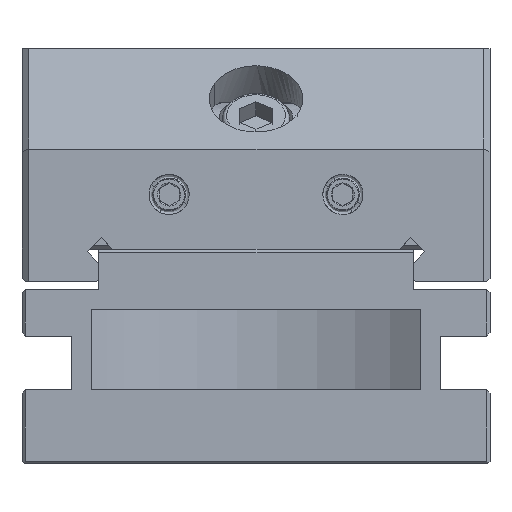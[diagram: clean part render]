
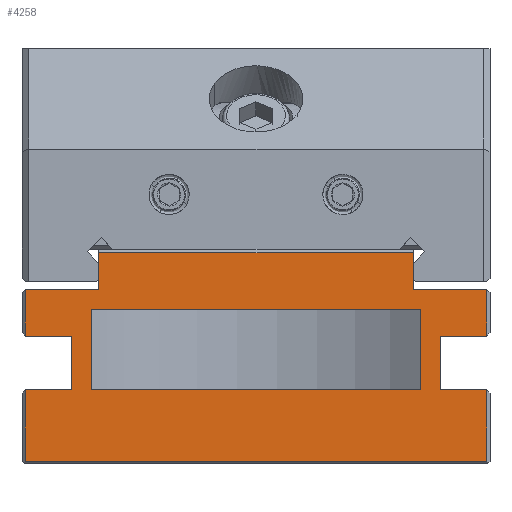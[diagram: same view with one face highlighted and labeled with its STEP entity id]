
A CAD part, front view. The second image highlights one B-rep face of the part: STEP entity #4258.
In plain terms, the highlighted free-form (B-spline) face has degree [1, 1] with [2, 2] control points.
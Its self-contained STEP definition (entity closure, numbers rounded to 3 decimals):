
#124 = VERTEX_POINT('',#125);
#125 = CARTESIAN_POINT('',(34.663,-109.264,
    -16.327));
#132 = EDGE_CURVE('',#124,#133,#135,.T.);
#133 = VERTEX_POINT('',#134);
#134 = CARTESIAN_POINT('',(34.663,-109.264,
    -26.374));
#135 = B_SPLINE_CURVE_WITH_KNOTS('',1,(#136,#137),.UNSPECIFIED.,.F.,.F.,
  (2,2),(-4.,4.),.PIECEWISE_BEZIER_KNOTS.);
#136 = CARTESIAN_POINT('',(34.663,-109.264,
    -16.327));
#137 = CARTESIAN_POINT('',(34.663,-109.264,
    -26.374));
#1052 = VERTEX_POINT('',#1053);
#1053 = CARTESIAN_POINT('',(30.961,-109.264,
    -11.303));
#1054 = VERTEX_POINT('',#1055);
#1055 = CARTESIAN_POINT('',(-30.961,-109.264,
    -11.303));
#1061 = EDGE_CURVE('',#1052,#1054,#1062,.T.);
#1062 = B_SPLINE_CURVE_WITH_KNOTS('',1,(#1063,#1064),.UNSPECIFIED.,.F.,
  .F.,(2,2),(-24.653,24.653),.PIECEWISE_BEZIER_KNOTS.);
#1063 = CARTESIAN_POINT('',(30.961,-109.264,
    -11.303));
#1064 = CARTESIAN_POINT('',(-30.961,-109.264,
    -11.303));
#3313 = EDGE_CURVE('',#3314,#1052,#3316,.T.);
#3314 = VERTEX_POINT('',#3315);
#3315 = CARTESIAN_POINT('',(30.961,-109.264,
    -26.374));
#3316 = B_SPLINE_CURVE_WITH_KNOTS('',1,(#3317,#3318),.UNSPECIFIED.,.F.,
  .F.,(2,2),(-6.,6.),.PIECEWISE_BEZIER_KNOTS.);
#3317 = CARTESIAN_POINT('',(30.961,-109.264,
    -26.374));
#3318 = CARTESIAN_POINT('',(30.961,-109.264,
    -11.303));
#3321 = VERTEX_POINT('',#3322);
#3322 = CARTESIAN_POINT('',(-30.961,-109.264,
    -26.374));
#3328 = EDGE_CURVE('',#3321,#1054,#3329,.T.);
#3329 = B_SPLINE_CURVE_WITH_KNOTS('',1,(#3330,#3331),.UNSPECIFIED.,.F.,
  .F.,(2,2),(-6.,6.),.PIECEWISE_BEZIER_KNOTS.);
#3330 = CARTESIAN_POINT('',(-30.961,-109.264,
    -26.374));
#3331 = CARTESIAN_POINT('',(-30.961,-109.264,
    -11.303));
#3344 = EDGE_CURVE('',#3314,#3321,#3345,.T.);
#3345 = B_SPLINE_CURVE_WITH_KNOTS('',1,(#3346,#3347),.UNSPECIFIED.,.F.,
  .F.,(2,2),(-24.653,24.653),.PIECEWISE_BEZIER_KNOTS.);
#3346 = CARTESIAN_POINT('',(30.961,-109.264,
    -26.374));
#3347 = CARTESIAN_POINT('',(-30.961,-109.264,
    -26.374));
#3610 = VERTEX_POINT('',#3611);
#3611 = CARTESIAN_POINT('',(-34.663,-109.264,
    -26.374));
#3616 = EDGE_CURVE('',#3617,#3610,#3619,.T.);
#3617 = VERTEX_POINT('',#3618);
#3618 = CARTESIAN_POINT('',(-34.663,-109.264,
    -16.327));
#3619 = B_SPLINE_CURVE_WITH_KNOTS('',1,(#3620,#3621),.UNSPECIFIED.,.F.,
  .F.,(2,2),(-4.,4.),.PIECEWISE_BEZIER_KNOTS.);
#3620 = CARTESIAN_POINT('',(-34.663,-109.264,
    -16.327));
#3621 = CARTESIAN_POINT('',(-34.663,-109.264,
    -26.374));
#4030 = VERTEX_POINT('',#4031);
#4031 = CARTESIAN_POINT('',(43.329,-109.264,
    -39.812));
#4036 = EDGE_CURVE('',#4030,#4037,#4039,.T.);
#4037 = VERTEX_POINT('',#4038);
#4038 = CARTESIAN_POINT('',(-43.329,-109.264,
    -39.812));
#4039 = B_SPLINE_CURVE_WITH_KNOTS('',1,(#4040,#4041),.UNSPECIFIED.,.F.,
  .F.,(2,2),(-34.5,34.5),.PIECEWISE_BEZIER_KNOTS.);
#4040 = CARTESIAN_POINT('',(43.329,-109.264,
    -39.812));
#4041 = CARTESIAN_POINT('',(-43.329,-109.264,
    -39.812));
#4155 = VERTEX_POINT('',#4156);
#4156 = CARTESIAN_POINT('',(29.514,-109.264,
    -0.628));
#4161 = EDGE_CURVE('',#4162,#4155,#4164,.T.);
#4162 = VERTEX_POINT('',#4163);
#4163 = CARTESIAN_POINT('',(29.514,-109.264,
    -7.535));
#4164 = B_SPLINE_CURVE_WITH_KNOTS('',1,(#4165,#4166),.UNSPECIFIED.,.F.,
  .F.,(2,2),(-2.75,2.75),.PIECEWISE_BEZIER_KNOTS.);
#4165 = CARTESIAN_POINT('',(29.514,-109.264,
    -7.535));
#4166 = CARTESIAN_POINT('',(29.514,-109.264,
    -0.628));
#4236 = VERTEX_POINT('',#4237);
#4237 = CARTESIAN_POINT('',(-29.514,-109.264,
    -7.535));
#4242 = EDGE_CURVE('',#4236,#4243,#4245,.T.);
#4243 = VERTEX_POINT('',#4244);
#4244 = CARTESIAN_POINT('',(-29.514,-109.264,
    -0.628));
#4245 = B_SPLINE_CURVE_WITH_KNOTS('',1,(#4246,#4247),.UNSPECIFIED.,.F.,
  .F.,(2,2),(-2.75,2.75),.PIECEWISE_BEZIER_KNOTS.);
#4246 = CARTESIAN_POINT('',(-29.514,-109.264,
    -7.535));
#4247 = CARTESIAN_POINT('',(-29.514,-109.264,
    -0.628));
#4258 = ADVANCED_FACE('',(#4259,#4333),#4339,.F.);
#4259 = FACE_BOUND('',#4260,.T.);
#4260 = EDGE_LOOP('',(#4261,#4266,#4267,#4274,#4281,#4286,#4287,#4294,
    #4299,#4300,#4307,#4312,#4313,#4320,#4327,#4332));
#4261 = ORIENTED_EDGE('',*,*,#4262,.T.);
#4262 = EDGE_CURVE('',#4155,#4243,#4263,.T.);
#4263 = B_SPLINE_CURVE_WITH_KNOTS('',1,(#4264,#4265),.UNSPECIFIED.,.F.,
  .F.,(2,2),(-23.5,23.5),.PIECEWISE_BEZIER_KNOTS.);
#4264 = CARTESIAN_POINT('',(29.514,-109.264,
    -0.628));
#4265 = CARTESIAN_POINT('',(-29.514,-109.264,
    -0.628));
#4266 = ORIENTED_EDGE('',*,*,#4242,.F.);
#4267 = ORIENTED_EDGE('',*,*,#4268,.T.);
#4268 = EDGE_CURVE('',#4236,#4269,#4271,.T.);
#4269 = VERTEX_POINT('',#4270);
#4270 = CARTESIAN_POINT('',(-43.329,-109.264,
    -7.535));
#4271 = B_SPLINE_CURVE_WITH_KNOTS('',1,(#4272,#4273),.UNSPECIFIED.,.F.,
  .F.,(2,2),(-5.5,5.5),.PIECEWISE_BEZIER_KNOTS.);
#4272 = CARTESIAN_POINT('',(-29.514,-109.264,
    -7.535));
#4273 = CARTESIAN_POINT('',(-43.329,-109.264,
    -7.535));
#4274 = ORIENTED_EDGE('',*,*,#4275,.F.);
#4275 = EDGE_CURVE('',#4276,#4269,#4278,.T.);
#4276 = VERTEX_POINT('',#4277);
#4277 = CARTESIAN_POINT('',(-43.329,-109.264,
    -16.327));
#4278 = B_SPLINE_CURVE_WITH_KNOTS('',1,(#4279,#4280),.UNSPECIFIED.,.F.,
  .F.,(2,2),(-3.5,3.5),.PIECEWISE_BEZIER_KNOTS.);
#4279 = CARTESIAN_POINT('',(-43.329,-109.264,
    -16.327));
#4280 = CARTESIAN_POINT('',(-43.329,-109.264,
    -7.535));
#4281 = ORIENTED_EDGE('',*,*,#4282,.T.);
#4282 = EDGE_CURVE('',#4276,#3617,#4283,.T.);
#4283 = B_SPLINE_CURVE_WITH_KNOTS('',1,(#4284,#4285),.UNSPECIFIED.,.F.,
  .F.,(2,2),(-3.45,3.45),.PIECEWISE_BEZIER_KNOTS.);
#4284 = CARTESIAN_POINT('',(-43.329,-109.264,
    -16.327));
#4285 = CARTESIAN_POINT('',(-34.663,-109.264,
    -16.327));
#4286 = ORIENTED_EDGE('',*,*,#3616,.T.);
#4287 = ORIENTED_EDGE('',*,*,#4288,.T.);
#4288 = EDGE_CURVE('',#3610,#4289,#4291,.T.);
#4289 = VERTEX_POINT('',#4290);
#4290 = CARTESIAN_POINT('',(-43.329,-109.264,
    -26.374));
#4291 = B_SPLINE_CURVE_WITH_KNOTS('',1,(#4292,#4293),.UNSPECIFIED.,.F.,
  .F.,(2,2),(-3.45,3.45),.PIECEWISE_BEZIER_KNOTS.);
#4292 = CARTESIAN_POINT('',(-34.663,-109.264,
    -26.374));
#4293 = CARTESIAN_POINT('',(-43.329,-109.264,
    -26.374));
#4294 = ORIENTED_EDGE('',*,*,#4295,.F.);
#4295 = EDGE_CURVE('',#4037,#4289,#4296,.T.);
#4296 = B_SPLINE_CURVE_WITH_KNOTS('',1,(#4297,#4298),.UNSPECIFIED.,.F.,
  .F.,(2,2),(-5.35,5.35),.PIECEWISE_BEZIER_KNOTS.);
#4297 = CARTESIAN_POINT('',(-43.329,-109.264,
    -39.812));
#4298 = CARTESIAN_POINT('',(-43.329,-109.264,
    -26.374));
#4299 = ORIENTED_EDGE('',*,*,#4036,.F.);
#4300 = ORIENTED_EDGE('',*,*,#4301,.T.);
#4301 = EDGE_CURVE('',#4030,#4302,#4304,.T.);
#4302 = VERTEX_POINT('',#4303);
#4303 = CARTESIAN_POINT('',(43.329,-109.264,
    -26.374));
#4304 = B_SPLINE_CURVE_WITH_KNOTS('',1,(#4305,#4306),.UNSPECIFIED.,.F.,
  .F.,(2,2),(-5.35,5.35),.PIECEWISE_BEZIER_KNOTS.);
#4305 = CARTESIAN_POINT('',(43.329,-109.264,
    -39.812));
#4306 = CARTESIAN_POINT('',(43.329,-109.264,
    -26.374));
#4307 = ORIENTED_EDGE('',*,*,#4308,.F.);
#4308 = EDGE_CURVE('',#133,#4302,#4309,.T.);
#4309 = B_SPLINE_CURVE_WITH_KNOTS('',1,(#4310,#4311),.UNSPECIFIED.,.F.,
  .F.,(2,2),(-3.45,3.45),.PIECEWISE_BEZIER_KNOTS.);
#4310 = CARTESIAN_POINT('',(34.663,-109.264,
    -26.374));
#4311 = CARTESIAN_POINT('',(43.329,-109.264,
    -26.374));
#4312 = ORIENTED_EDGE('',*,*,#132,.F.);
#4313 = ORIENTED_EDGE('',*,*,#4314,.F.);
#4314 = EDGE_CURVE('',#4315,#124,#4317,.T.);
#4315 = VERTEX_POINT('',#4316);
#4316 = CARTESIAN_POINT('',(43.329,-109.264,
    -16.327));
#4317 = B_SPLINE_CURVE_WITH_KNOTS('',1,(#4318,#4319),.UNSPECIFIED.,.F.,
  .F.,(2,2),(-3.45,3.45),.PIECEWISE_BEZIER_KNOTS.);
#4318 = CARTESIAN_POINT('',(43.329,-109.264,
    -16.327));
#4319 = CARTESIAN_POINT('',(34.663,-109.264,
    -16.327));
#4320 = ORIENTED_EDGE('',*,*,#4321,.T.);
#4321 = EDGE_CURVE('',#4315,#4322,#4324,.T.);
#4322 = VERTEX_POINT('',#4323);
#4323 = CARTESIAN_POINT('',(43.329,-109.264,
    -7.535));
#4324 = B_SPLINE_CURVE_WITH_KNOTS('',1,(#4325,#4326),.UNSPECIFIED.,.F.,
  .F.,(2,2),(-3.5,3.5),.PIECEWISE_BEZIER_KNOTS.);
#4325 = CARTESIAN_POINT('',(43.329,-109.264,
    -16.327));
#4326 = CARTESIAN_POINT('',(43.329,-109.264,
    -7.535));
#4327 = ORIENTED_EDGE('',*,*,#4328,.F.);
#4328 = EDGE_CURVE('',#4162,#4322,#4329,.T.);
#4329 = B_SPLINE_CURVE_WITH_KNOTS('',1,(#4330,#4331),.UNSPECIFIED.,.F.,
  .F.,(2,2),(-5.5,5.5),.PIECEWISE_BEZIER_KNOTS.);
#4330 = CARTESIAN_POINT('',(29.514,-109.264,
    -7.535));
#4331 = CARTESIAN_POINT('',(43.329,-109.264,
    -7.535));
#4332 = ORIENTED_EDGE('',*,*,#4161,.T.);
#4333 = FACE_BOUND('',#4334,.T.);
#4334 = EDGE_LOOP('',(#4335,#4336,#4337,#4338));
#4335 = ORIENTED_EDGE('',*,*,#3328,.T.);
#4336 = ORIENTED_EDGE('',*,*,#1061,.F.);
#4337 = ORIENTED_EDGE('',*,*,#3313,.F.);
#4338 = ORIENTED_EDGE('',*,*,#3344,.T.);
#4339 = B_SPLINE_SURFACE_WITH_KNOTS('',1,1,(
    (#4340,#4341)
    ,(#4342,#4343
    )),.UNSPECIFIED.,.F.,.F.,.F.,(2,2),(2,2),(0.3,31.5),(-34.5,34.5),
  .PIECEWISE_BEZIER_KNOTS.);
#4340 = CARTESIAN_POINT('',(-43.329,-109.264,
    -39.812));
#4341 = CARTESIAN_POINT('',(43.329,-109.264,
    -39.812));
#4342 = CARTESIAN_POINT('',(-43.329,-109.264,
    -0.628));
#4343 = CARTESIAN_POINT('',(43.329,-109.264,
    -0.628));
